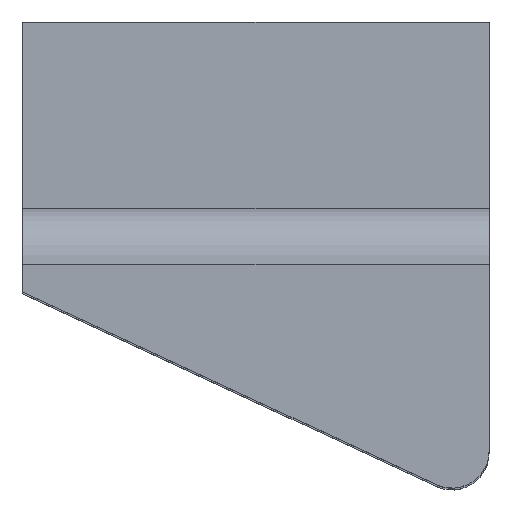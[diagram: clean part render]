
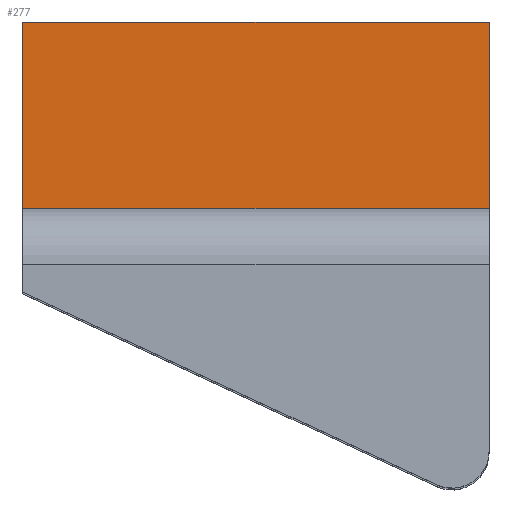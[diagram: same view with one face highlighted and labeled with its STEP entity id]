
A CAD part, top view. The second image highlights one B-rep face of the part: STEP entity #277.
In plain terms, the highlighted planar face has unit normal (0, 0, 1).
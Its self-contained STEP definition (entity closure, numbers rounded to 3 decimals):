
#32 = VECTOR ( 'NONE', #766, 1000. ) ;
#41 = CARTESIAN_POINT ( 'NONE',  ( 12.5, -10., 25. ) ) ;
#50 = CARTESIAN_POINT ( 'NONE',  ( 12.5, -10., 25. ) ) ;
#71 = VECTOR ( 'NONE', #761, 1000. ) ;
#85 = EDGE_CURVE ( 'NONE', #436, #224, #121, .T. ) ;
#121 = LINE ( 'NONE', #41, #71 ) ;
#133 = LINE ( 'NONE', #50, #32 ) ;
#137 = VERTEX_POINT ( 'NONE', #596 ) ;
#159 = FACE_OUTER_BOUND ( 'NONE', #334, .T. ) ;
#161 = VECTOR ( 'NONE', #492, 1000. ) ;
#224 = VERTEX_POINT ( 'NONE', #722 ) ;
#234 = ORIENTED_EDGE ( 'NONE', *, *, #85, .F. ) ;
#247 = EDGE_CURVE ( 'NONE', #224, #391, #133, .T. ) ;
#256 = DIRECTION ( 'NONE',  ( -1., 0., 0. ) ) ;
#270 = EDGE_CURVE ( 'NONE', #137, #391, #736, .T. ) ;
#277 = ADVANCED_FACE ( 'NONE', ( #159 ), #537, .F. ) ;
#334 = EDGE_LOOP ( 'NONE', ( #679, #418, #234, #406 ) ) ;
#355 = DIRECTION ( 'NONE',  ( 0., 0., -1. ) ) ;
#391 = VERTEX_POINT ( 'NONE', #593 ) ;
#406 = ORIENTED_EDGE ( 'NONE', *, *, #438, .T. ) ;
#418 = ORIENTED_EDGE ( 'NONE', *, *, #247, .F. ) ;
#436 = VERTEX_POINT ( 'NONE', #696 ) ;
#438 = EDGE_CURVE ( 'NONE', #436, #137, #626, .T. ) ;
#464 = CARTESIAN_POINT ( 'NONE',  ( 12.5, -10., 25. ) ) ;
#492 = DIRECTION ( 'NONE',  ( -1., 0., 0. ) ) ;
#537 = PLANE ( 'NONE',  #781 ) ;
#562 = CARTESIAN_POINT ( 'NONE',  ( 12.5, 0., 25. ) ) ;
#583 = VECTOR ( 'NONE', #601, 1000. ) ;
#593 = CARTESIAN_POINT ( 'NONE',  ( -12.5, -10., 25. ) ) ;
#596 = CARTESIAN_POINT ( 'NONE',  ( -12.5, 0., 25. ) ) ;
#601 = DIRECTION ( 'NONE',  ( 0., -1., 0. ) ) ;
#626 = LINE ( 'NONE', #562, #161 ) ;
#672 = CARTESIAN_POINT ( 'NONE',  ( -12.5, -10., 25. ) ) ;
#679 = ORIENTED_EDGE ( 'NONE', *, *, #270, .T. ) ;
#696 = CARTESIAN_POINT ( 'NONE',  ( 12.5, 0., 25. ) ) ;
#722 = CARTESIAN_POINT ( 'NONE',  ( 12.5, -10., 25. ) ) ;
#736 = LINE ( 'NONE', #672, #583 ) ;
#761 = DIRECTION ( 'NONE',  ( 0., -1., 0. ) ) ;
#766 = DIRECTION ( 'NONE',  ( -1., 0., 0. ) ) ;
#781 = AXIS2_PLACEMENT_3D ( 'NONE', #464, #355, #256 ) ;
